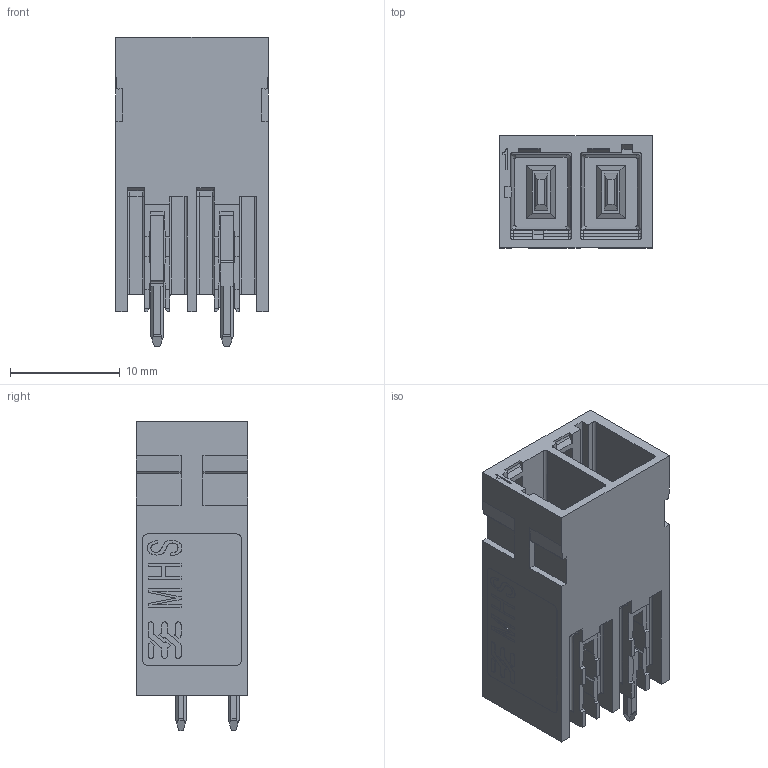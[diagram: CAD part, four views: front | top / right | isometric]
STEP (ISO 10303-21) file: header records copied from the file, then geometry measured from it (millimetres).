
FILE_DESCRIPTION(('CATIA V5 STEP Exchange','CAx-IF Rec.Pracs.--- Model Styling and Organization---1.5--- 2016-08-15','CAx-IF Rec.Pracs.---Supplemental Geometry---1.0---2011-11-01','CAx-IF Rec.Pracs.--- Composite Materials ---1.1---2010-07-15'),'2;1');
FILE_NAME ('2097149-1_2', '2025-04-25T10:46:55+00:00', ('none'), ('Weidmueller'), 'CATIA Version 5-6 Release 2022 SP4 HF5', 'CATIA V5 STEP AP214 v3', 'none');
FILE_SCHEMA(('AUTOMOTIVE_DESIGN { 1 0 10303 214 1 1 1 1 }'));
Length unit declared in the file: millimetre
Products named in the file (1): 3106930000
Bounding box: 13.9 x 10.2 x 28.2 mm (x, y, z)
Volume: 1739.3 mm3; surface area: 3699.5 mm2
Topology: 1 solids, 1 shells, 679 faces, 1944 edges, 1278 vertices
Faces by surface type: plane 519, cylinder 96, extrusion 36, bspline 24, sphere 4
Entity records: 22412 total; most frequent: CARTESIAN_POINT 5614, ORIENTED_EDGE 3880, DIRECTION 2484, EDGE_CURVE 1940, VECTOR 1570, LINE 1534, VERTEX_POINT 1278, EDGE_LOOP 698
